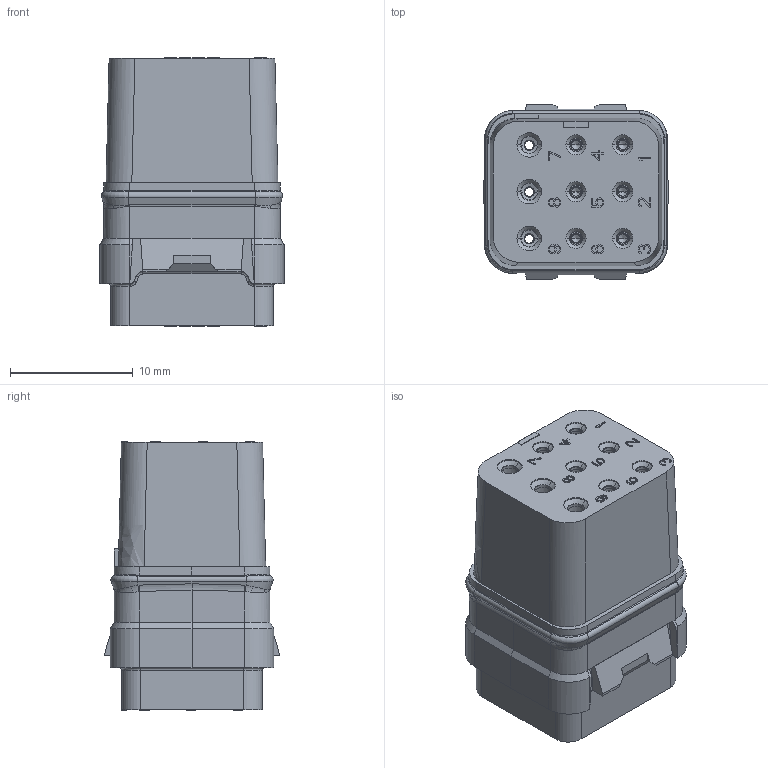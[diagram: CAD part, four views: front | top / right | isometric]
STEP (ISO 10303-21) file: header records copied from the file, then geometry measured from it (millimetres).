
FILE_DESCRIPTION((''),'2;1');
FILE_NAME('SIME0936SNC','2020-02-04T',('presta_be4'),(''),'CREO PARAMETRIC BY PTC INC, 2018360','CREO PARAMETRIC BY PTC INC, 2018360','');
FILE_SCHEMA(('CONFIG_CONTROL_DESIGN'));
Products named in the file (1): SIME0936SNC
Bounding box: 15 x 14.2 x 21.85 mm (x, y, z)
Volume: 2981.9 mm3; surface area: 3409.5 mm2
Topology: 7 solids, 7 shells, 1801 faces, 4415 edges, 2700 vertices
Faces by surface type: plane 893, cylinder 364, torus 238, cone 206, bspline 100
Entity records: 56630 total; most frequent: CARTESIAN_POINT 13875, DIRECTION 9059, ORIENTED_EDGE 8782, EDGE_CURVE 4391, AXIS2_PLACEMENT_3D 3093, VECTOR 2873, LINE 2873, VERTEX_POINT 2700
